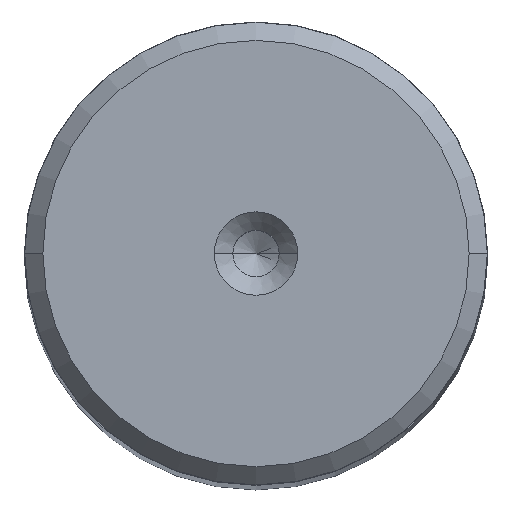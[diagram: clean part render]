
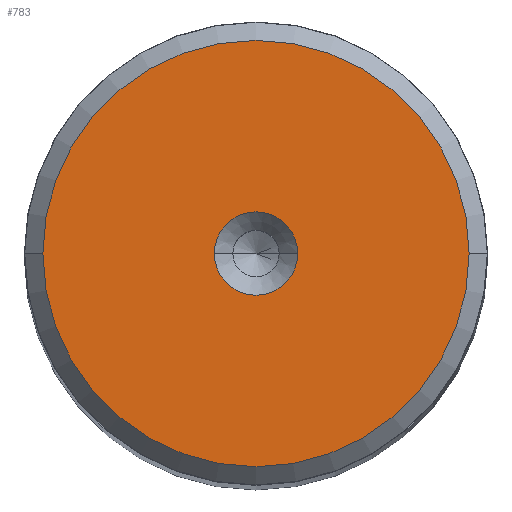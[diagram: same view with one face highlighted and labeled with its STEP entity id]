
A CAD part, top view. The second image highlights one B-rep face of the part: STEP entity #783.
In plain terms, the highlighted planar face has unit normal (0, 0, 1).
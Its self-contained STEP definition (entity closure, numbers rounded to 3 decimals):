
#13 = CARTESIAN_POINT ( 'NONE',  ( 11.509, 0., 150. ) ) ;
#81 = CARTESIAN_POINT ( 'NONE',  ( 0., 0., 150. ) ) ;
#105 = EDGE_LOOP ( 'NONE', ( #1232, #1814 ) ) ;
#203 = EDGE_CURVE ( 'NONE', #2121, #535, #1647, .T. ) ;
#433 = AXIS2_PLACEMENT_3D ( 'NONE', #2208, #1617, #1642 ) ;
#435 = CIRCLE ( 'NONE', #683, 11.509 ) ;
#481 = DIRECTION ( 'NONE',  ( 0., 0., 1. ) ) ;
#535 = VERTEX_POINT ( 'NONE', #1319 ) ;
#676 = DIRECTION ( 'NONE',  ( 0., 0., 1. ) ) ;
#683 = AXIS2_PLACEMENT_3D ( 'NONE', #81, #481, #2181 ) ;
#763 = DIRECTION ( 'NONE',  ( 1., 0., 0. ) ) ;
#776 = CARTESIAN_POINT ( 'NONE',  ( 2.25, 0., 150. ) ) ;
#783 = ADVANCED_FACE ( 'NONE', ( #2103, #1084 ), #1925, .T. ) ;
#836 = VERTEX_POINT ( 'NONE', #13 ) ;
#890 = CARTESIAN_POINT ( 'NONE',  ( 0., 0., 150. ) ) ;
#927 = ORIENTED_EDGE ( 'NONE', *, *, #203, .F. ) ;
#957 = CARTESIAN_POINT ( 'NONE',  ( 0., 0., 150. ) ) ;
#1009 = CIRCLE ( 'NONE', #1092, 2.25 ) ;
#1048 = EDGE_LOOP ( 'NONE', ( #927, #2274 ) ) ;
#1068 = DIRECTION ( 'NONE',  ( 1., 0., 0. ) ) ;
#1084 = FACE_OUTER_BOUND ( 'NONE', #105, .T. ) ;
#1092 = AXIS2_PLACEMENT_3D ( 'NONE', #890, #1433, #1068 ) ;
#1113 = EDGE_CURVE ( 'NONE', #1431, #836, #435, .T. ) ;
#1232 = ORIENTED_EDGE ( 'NONE', *, *, #1113, .T. ) ;
#1239 = AXIS2_PLACEMENT_3D ( 'NONE', #957, #1348, #763 ) ;
#1319 = CARTESIAN_POINT ( 'NONE',  ( -2.25, 0., 150. ) ) ;
#1348 = DIRECTION ( 'NONE',  ( 0., 0., 1. ) ) ;
#1431 = VERTEX_POINT ( 'NONE', #2109 ) ;
#1433 = DIRECTION ( 'NONE',  ( 0., 0., 1. ) ) ;
#1617 = DIRECTION ( 'NONE',  ( 0., 0., 1. ) ) ;
#1642 = DIRECTION ( 'NONE',  ( 1., 0., 0. ) ) ;
#1647 = CIRCLE ( 'NONE', #2385, 2.25 ) ;
#1745 = EDGE_CURVE ( 'NONE', #535, #2121, #1009, .T. ) ;
#1814 = ORIENTED_EDGE ( 'NONE', *, *, #2366, .T. ) ;
#1925 = PLANE ( 'NONE',  #1239 ) ;
#1928 = CIRCLE ( 'NONE', #433, 11.509 ) ;
#2103 = FACE_BOUND ( 'NONE', #1048, .T. ) ;
#2109 = CARTESIAN_POINT ( 'NONE',  ( -11.509, 0., 150. ) ) ;
#2121 = VERTEX_POINT ( 'NONE', #776 ) ;
#2181 = DIRECTION ( 'NONE',  ( 1., 0., 0. ) ) ;
#2208 = CARTESIAN_POINT ( 'NONE',  ( 0., 0., 150. ) ) ;
#2228 = CARTESIAN_POINT ( 'NONE',  ( 0., 0., 150. ) ) ;
#2274 = ORIENTED_EDGE ( 'NONE', *, *, #1745, .F. ) ;
#2366 = EDGE_CURVE ( 'NONE', #836, #1431, #1928, .T. ) ;
#2385 = AXIS2_PLACEMENT_3D ( 'NONE', #2228, #676, #2420 ) ;
#2420 = DIRECTION ( 'NONE',  ( 1., 0., 0. ) ) ;
